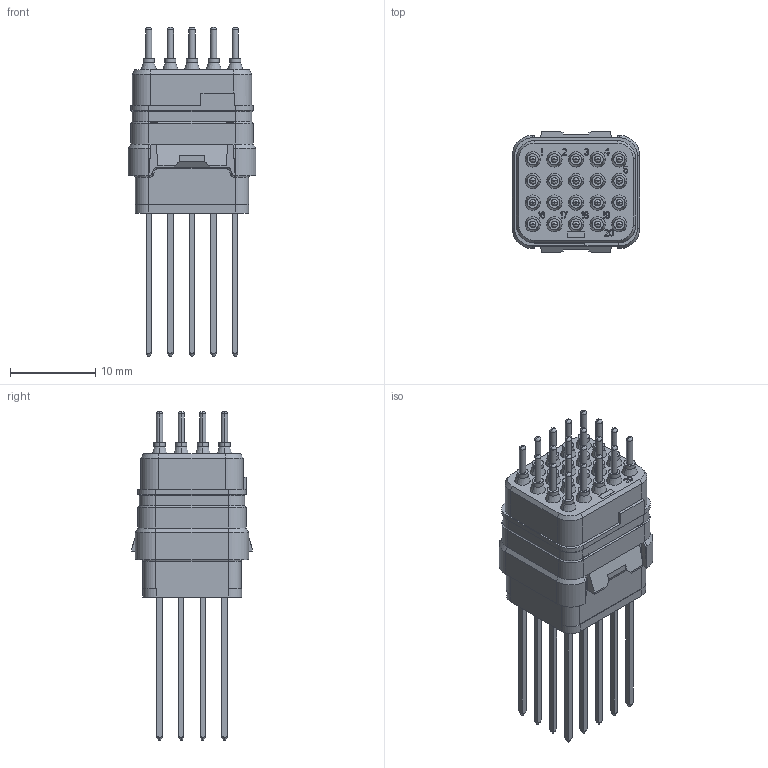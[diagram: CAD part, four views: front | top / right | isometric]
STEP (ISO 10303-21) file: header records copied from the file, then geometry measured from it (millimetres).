
FILE_DESCRIPTION((''),'2;1');
FILE_NAME('SIMM2022PDK','2020-06-10T',('presta_be4'),(''),'CREO PARAMETRIC BY PTC INC, 2018360','CREO PARAMETRIC BY PTC INC, 2018360','');
FILE_SCHEMA(('CONFIG_CONTROL_DESIGN'));
Products named in the file (1): SIMM2022PDK
Bounding box: 15 x 14.2 x 38.65 mm (x, y, z)
Volume: 2671.4 mm3; surface area: 4320.3 mm2
Topology: 1 solids, 1 shells, 2593 faces, 6640 edges, 4250 vertices
Faces by surface type: plane 1509, cylinder 524, cone 292, torus 220, bspline 48
Entity records: 86539 total; most frequent: CARTESIAN_POINT 22949, ORIENTED_EDGE 13280, DIRECTION 13021, EDGE_CURVE 6640, VECTOR 4505, LINE 4505, AXIS2_PLACEMENT_3D 4258, VERTEX_POINT 4250
